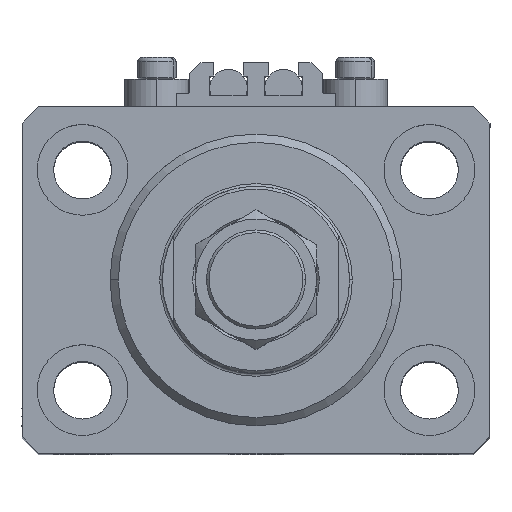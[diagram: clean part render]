
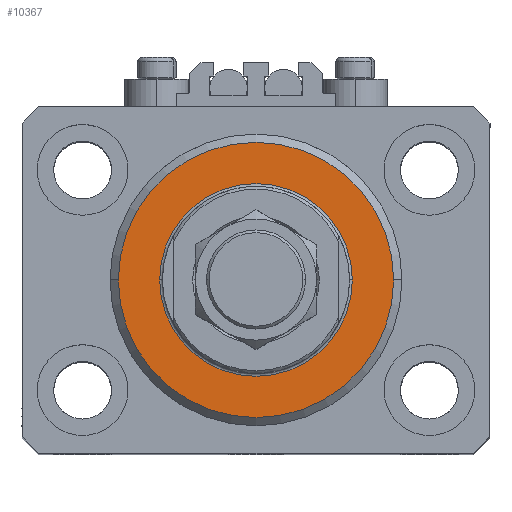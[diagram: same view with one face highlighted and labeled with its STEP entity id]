
A CAD part, top view. The second image highlights one B-rep face of the part: STEP entity #10367.
In plain terms, the highlighted face is planar.
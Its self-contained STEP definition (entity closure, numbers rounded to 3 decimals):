
#2234 = VERTEX_POINT ( 'NONE', #39425 ) ;
#2821 = CARTESIAN_POINT ( 'NONE',  ( 0., 0., 0. ) ) ;
#3212 = DIRECTION ( 'NONE',  ( 1., 0., 0. ) ) ;
#4448 = CIRCLE ( 'NONE', #33047, 25. ) ;
#6472 = CARTESIAN_POINT ( 'NONE',  ( 0., 0., 0. ) ) ;
#6803 = DIRECTION ( 'NONE',  ( 0., 0., 1. ) ) ;
#6922 = DIRECTION ( 'NONE',  ( 1., 0., 0. ) ) ;
#10367 = ADVANCED_FACE ( 'NONE', ( #28735, #15785 ), #10811, .F. ) ;
#10811 = PLANE ( 'NONE',  #15580 ) ;
#11113 = VERTEX_POINT ( 'NONE', #47984 ) ;
#11416 = CARTESIAN_POINT ( 'NONE',  ( 0., 0., 0. ) ) ;
#13503 = AXIS2_PLACEMENT_3D ( 'NONE', #36128, #43803, #20284 ) ;
#14081 = DIRECTION ( 'NONE',  ( 0., 0., 1. ) ) ;
#15580 = AXIS2_PLACEMENT_3D ( 'NONE', #6472, #37921, #49689 ) ;
#15781 = EDGE_CURVE ( 'NONE', #40207, #43254, #44565, .T. ) ;
#15785 = FACE_OUTER_BOUND ( 'NONE', #19613, .T. ) ;
#15998 = AXIS2_PLACEMENT_3D ( 'NONE', #2821, #14081, #6922 ) ;
#17610 = ORIENTED_EDGE ( 'NONE', *, *, #15781, .T. ) ;
#18991 = ORIENTED_EDGE ( 'NONE', *, *, #45868, .T. ) ;
#19613 = EDGE_LOOP ( 'NONE', ( #48624, #17610 ) ) ;
#20284 = DIRECTION ( 'NONE',  ( 1., 0., 0. ) ) ;
#21681 = CIRCLE ( 'NONE', #15998, 17.5 ) ;
#22176 = CARTESIAN_POINT ( 'NONE',  ( 25., 0., 0. ) ) ;
#23378 = ORIENTED_EDGE ( 'NONE', *, *, #44985, .T. ) ;
#24368 = DIRECTION ( 'NONE',  ( 1., 0., 0. ) ) ;
#28735 = FACE_BOUND ( 'NONE', #31773, .T. ) ;
#31773 = EDGE_LOOP ( 'NONE', ( #23378, #18991 ) ) ;
#33047 = AXIS2_PLACEMENT_3D ( 'NONE', #47893, #44323, #24368 ) ;
#33593 = CARTESIAN_POINT ( 'NONE',  ( -25., 0., 0. ) ) ;
#36128 = CARTESIAN_POINT ( 'NONE',  ( 0., 0., 0. ) ) ;
#37921 = DIRECTION ( 'NONE',  ( 0., 0., 1. ) ) ;
#39425 = CARTESIAN_POINT ( 'NONE',  ( 17.5, 0., 0. ) ) ;
#40207 = VERTEX_POINT ( 'NONE', #33593 ) ;
#42181 = CIRCLE ( 'NONE', #42985, 17.5 ) ;
#42985 = AXIS2_PLACEMENT_3D ( 'NONE', #11416, #6803, #3212 ) ;
#43254 = VERTEX_POINT ( 'NONE', #22176 ) ;
#43546 = EDGE_CURVE ( 'NONE', #43254, #40207, #4448, .T. ) ;
#43803 = DIRECTION ( 'NONE',  ( 0., 0., -1. ) ) ;
#44323 = DIRECTION ( 'NONE',  ( 0., 0., -1. ) ) ;
#44565 = CIRCLE ( 'NONE', #13503, 25. ) ;
#44985 = EDGE_CURVE ( 'NONE', #2234, #11113, #21681, .T. ) ;
#45868 = EDGE_CURVE ( 'NONE', #11113, #2234, #42181, .T. ) ;
#47893 = CARTESIAN_POINT ( 'NONE',  ( 0., 0., 0. ) ) ;
#47984 = CARTESIAN_POINT ( 'NONE',  ( -17.5, 0., 0. ) ) ;
#48624 = ORIENTED_EDGE ( 'NONE', *, *, #43546, .T. ) ;
#49689 = DIRECTION ( 'NONE',  ( 1., 0., 0. ) ) ;
